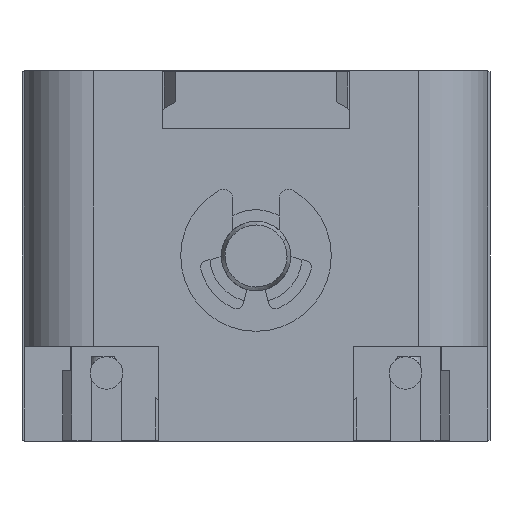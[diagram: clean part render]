
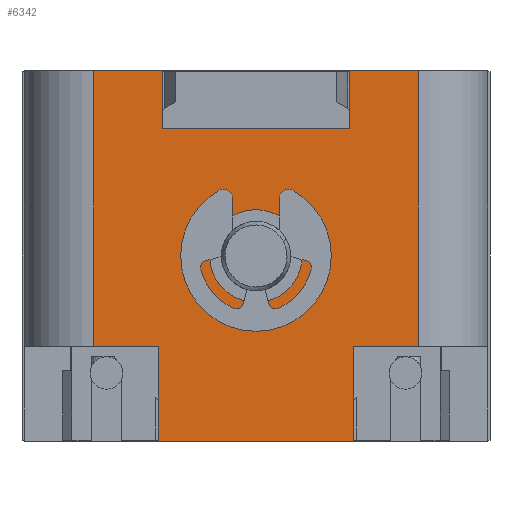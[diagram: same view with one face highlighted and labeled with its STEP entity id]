
A CAD part, front view. The second image highlights one B-rep face of the part: STEP entity #6342.
In plain terms, the highlighted planar face has unit normal (0, -1, 0).
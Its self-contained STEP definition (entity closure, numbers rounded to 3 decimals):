
#3047=AXIS2_PLACEMENT_3D('Circle Axis2P3D',#3045,#3046,$) ;
#3066=AXIS2_PLACEMENT_3D('Circle Axis2P3D',#3064,#3065,$) ;
#6300=AXIS2_PLACEMENT_3D('Plane Axis2P3D',#6297,#6298,#6299) ;
#2056=CARTESIAN_POINT('Vertex',(-2.1,0.,-1.95)) ;
#2059=CARTESIAN_POINT('Line Origine',(-2.8,0.,-1.95)) ;
#2063=CARTESIAN_POINT('Vertex',(-3.5,0.,-1.95)) ;
#2234=CARTESIAN_POINT('Vertex',(-2.1,0.,-4.)) ;
#2237=CARTESIAN_POINT('Line Origine',(-2.1,0.,-2.975)) ;
#2795=CARTESIAN_POINT('Vertex',(2.1,0.,-1.95)) ;
#2800=CARTESIAN_POINT('Line Origine',(2.1,0.,-2.975)) ;
#2804=CARTESIAN_POINT('Vertex',(2.1,0.,-4.)) ;
#2888=CARTESIAN_POINT('Vertex',(3.5,0.,-1.95)) ;
#2891=CARTESIAN_POINT('Line Origine',(2.8,0.,-1.95)) ;
#2917=CARTESIAN_POINT('Vertex',(2.025,0.,2.75)) ;
#2922=CARTESIAN_POINT('Line Origine',(2.025,0.,3.375)) ;
#2926=CARTESIAN_POINT('Vertex',(2.025,0.,4.)) ;
#2980=CARTESIAN_POINT('Vertex',(-2.025,0.,2.75)) ;
#2983=CARTESIAN_POINT('Line Origine',(0.,0.,2.75)) ;
#3004=CARTESIAN_POINT('Vertex',(-2.025,0.,4.)) ;
#3007=CARTESIAN_POINT('Line Origine',(-2.025,0.,3.375)) ;
#3042=CARTESIAN_POINT('Vertex',(-0.878,0.,0.479)) ;
#3045=CARTESIAN_POINT('Axis2P3D Location',(0.,0.,0.)) ;
#3049=CARTESIAN_POINT('Vertex',(0.878,0.,-0.479)) ;
#3064=CARTESIAN_POINT('Axis2P3D Location',(0.,0.,0.)) ;
#6271=CARTESIAN_POINT('Line Origine',(-3.5,0.,0.)) ;
#6275=CARTESIAN_POINT('Vertex',(-3.5,0.,4.)) ;
#6297=CARTESIAN_POINT('Axis2P3D Location',(-3.5,0.,0.)) ;
#6302=CARTESIAN_POINT('Line Origine',(0.,0.,-4.)) ;
#6307=CARTESIAN_POINT('Line Origine',(3.5,0.,1.025)) ;
#6311=CARTESIAN_POINT('Vertex',(3.5,0.,4.)) ;
#6314=CARTESIAN_POINT('Line Origine',(2.763,0.,4.)) ;
#6319=CARTESIAN_POINT('Line Origine',(-2.763,0.,4.)) ;
#2060=DIRECTION('Vector Direction',(1.,0.,0.)) ;
#2238=DIRECTION('Vector Direction',(0.,0.,1.)) ;
#2801=DIRECTION('Vector Direction',(0.,0.,-1.)) ;
#2892=DIRECTION('Vector Direction',(1.,0.,0.)) ;
#2923=DIRECTION('Vector Direction',(0.,0.,1.)) ;
#2984=DIRECTION('Vector Direction',(-1.,0.,0.)) ;
#3008=DIRECTION('Vector Direction',(0.,0.,-1.)) ;
#3046=DIRECTION('Axis2P3D Direction',(-0.,1.,0.)) ;
#3065=DIRECTION('Axis2P3D Direction',(-0.,1.,0.)) ;
#6272=DIRECTION('Vector Direction',(0.,0.,1.)) ;
#6298=DIRECTION('Axis2P3D Direction',(0.,-1.,0.)) ;
#6299=DIRECTION('Axis2P3D XDirection',(1.,0.,0.)) ;
#6303=DIRECTION('Vector Direction',(1.,0.,0.)) ;
#6308=DIRECTION('Vector Direction',(0.,0.,1.)) ;
#6315=DIRECTION('Vector Direction',(1.,0.,0.)) ;
#6320=DIRECTION('Vector Direction',(1.,0.,0.)) ;
#2061=VECTOR('Line Direction',#2060,1.) ;
#2239=VECTOR('Line Direction',#2238,1.) ;
#2802=VECTOR('Line Direction',#2801,1.) ;
#2893=VECTOR('Line Direction',#2892,1.) ;
#2924=VECTOR('Line Direction',#2923,1.) ;
#2985=VECTOR('Line Direction',#2984,1.) ;
#3009=VECTOR('Line Direction',#3008,1.) ;
#6273=VECTOR('Line Direction',#6272,1.) ;
#6304=VECTOR('Line Direction',#6303,1.) ;
#6309=VECTOR('Line Direction',#6308,1.) ;
#6316=VECTOR('Line Direction',#6315,1.) ;
#6321=VECTOR('Line Direction',#6320,1.) ;
#6325=ORIENTED_EDGE('',*,*,#6306,.T.) ;
#6326=ORIENTED_EDGE('',*,*,#2806,.F.) ;
#6327=ORIENTED_EDGE('',*,*,#2895,.F.) ;
#6328=ORIENTED_EDGE('',*,*,#6313,.T.) ;
#6329=ORIENTED_EDGE('',*,*,#6318,.F.) ;
#6330=ORIENTED_EDGE('',*,*,#2928,.F.) ;
#6331=ORIENTED_EDGE('',*,*,#2987,.F.) ;
#6332=ORIENTED_EDGE('',*,*,#3011,.F.) ;
#6333=ORIENTED_EDGE('',*,*,#6323,.F.) ;
#6334=ORIENTED_EDGE('',*,*,#6277,.F.) ;
#6335=ORIENTED_EDGE('',*,*,#2065,.F.) ;
#6336=ORIENTED_EDGE('',*,*,#2241,.F.) ;
#6339=ORIENTED_EDGE('',*,*,#3051,.F.) ;
#6340=ORIENTED_EDGE('',*,*,#3068,.F.) ;
#6341=FACE_BOUND('',#6338,.T.) ;
#6342=ADVANCED_FACE('K\X2\00F6\X0\rper.2',(#6337,#6341),#6301,.T.) ;
#3048=CIRCLE('generated circle',#3047,1.) ;
#3067=CIRCLE('generated circle',#3066,1.) ;
#2065=EDGE_CURVE('',#2057,#2064,#2062,.F.) ;
#2241=EDGE_CURVE('',#2235,#2057,#2240,.T.) ;
#2806=EDGE_CURVE('',#2796,#2805,#2803,.T.) ;
#2895=EDGE_CURVE('',#2889,#2796,#2894,.F.) ;
#2928=EDGE_CURVE('',#2918,#2927,#2925,.T.) ;
#2987=EDGE_CURVE('',#2981,#2918,#2986,.F.) ;
#3011=EDGE_CURVE('',#3005,#2981,#3010,.T.) ;
#3051=EDGE_CURVE('',#3043,#3050,#3048,.F.) ;
#3068=EDGE_CURVE('',#3050,#3043,#3067,.F.) ;
#6277=EDGE_CURVE('',#2064,#6276,#6274,.T.) ;
#6306=EDGE_CURVE('',#2235,#2805,#6305,.T.) ;
#6313=EDGE_CURVE('',#2889,#6312,#6310,.T.) ;
#6318=EDGE_CURVE('',#2927,#6312,#6317,.T.) ;
#6323=EDGE_CURVE('',#6276,#3005,#6322,.T.) ;
#6324=EDGE_LOOP('',(#6325,#6326,#6327,#6328,#6329,#6330,#6331,#6332,#6333,#6334,#6335,#6336)) ;
#6338=EDGE_LOOP('',(#6339,#6340)) ;
#6337=FACE_OUTER_BOUND('',#6324,.T.) ;
#2062=LINE('Line',#2059,#2061) ;
#2240=LINE('Line',#2237,#2239) ;
#2803=LINE('Line',#2800,#2802) ;
#2894=LINE('Line',#2891,#2893) ;
#2925=LINE('Line',#2922,#2924) ;
#2986=LINE('Line',#2983,#2985) ;
#3010=LINE('Line',#3007,#3009) ;
#6274=LINE('Line',#6271,#6273) ;
#6305=LINE('Line',#6302,#6304) ;
#6310=LINE('Line',#6307,#6309) ;
#6317=LINE('Line',#6314,#6316) ;
#6322=LINE('Line',#6319,#6321) ;
#6301=PLANE('Plane',#6300) ;
#2057=VERTEX_POINT('',#2056) ;
#2064=VERTEX_POINT('',#2063) ;
#2235=VERTEX_POINT('',#2234) ;
#2796=VERTEX_POINT('',#2795) ;
#2805=VERTEX_POINT('',#2804) ;
#2889=VERTEX_POINT('',#2888) ;
#2918=VERTEX_POINT('',#2917) ;
#2927=VERTEX_POINT('',#2926) ;
#2981=VERTEX_POINT('',#2980) ;
#3005=VERTEX_POINT('',#3004) ;
#3043=VERTEX_POINT('',#3042) ;
#3050=VERTEX_POINT('',#3049) ;
#6276=VERTEX_POINT('',#6275) ;
#6312=VERTEX_POINT('',#6311) ;
